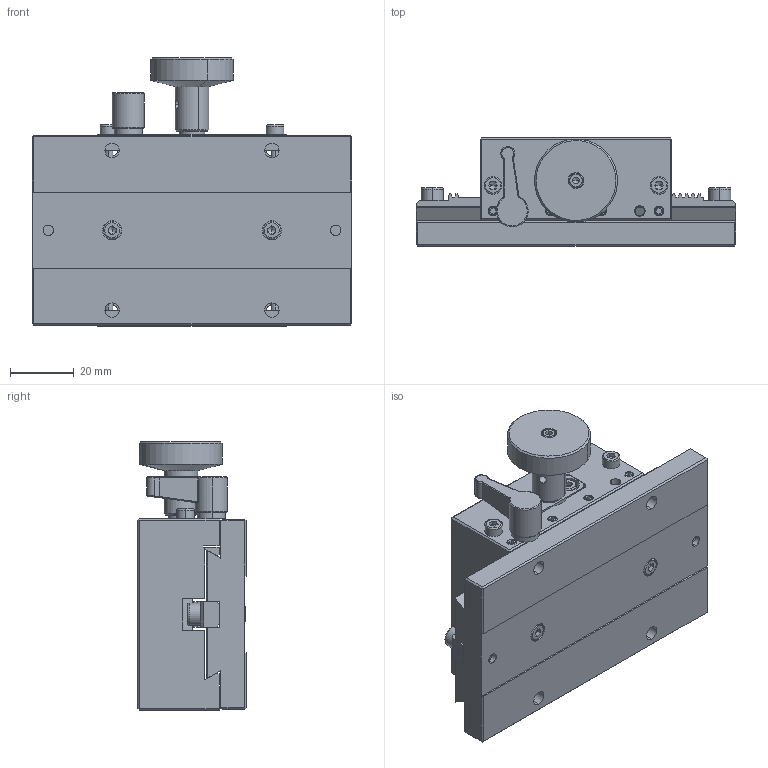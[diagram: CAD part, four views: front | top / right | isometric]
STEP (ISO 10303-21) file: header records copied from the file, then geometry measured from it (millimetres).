
FILE_DESCRIPTION (( 'STEP AP203' ), '1' );
FILE_NAME ('AD40C-60(AP203).STEP', '2020-10-29T07:55:39', ( 'China' ), ( 'Microsoft' ), 'SwSTEP 2.0', 'SolidWorks 2017', '' );
FILE_SCHEMA (( 'CONFIG_CONTROL_DESIGN' ));
Length unit declared in the file: millimetre
Products named in the file (1): AD40C-60(AP203)
Bounding box: 100 x 34 x 83.99 mm (x, y, z)
Surface area: 37690.3 mm2 (no closed solid volume)
Topology: 0 solids, 26 shells, 434 faces, 1345 edges, 868 vertices
Faces by surface type: plane 246, cylinder 120, cone 38, torus 28, bspline 2
Entity records: 14998 total; most frequent: CARTESIAN_POINT 2952, DIRECTION 2597, ORIENTED_EDGE 2205, EDGE_CURVE 1327, VERTEX_POINT 868, AXIS2_PLACEMENT_3D 867, VECTOR 863, LINE 863
